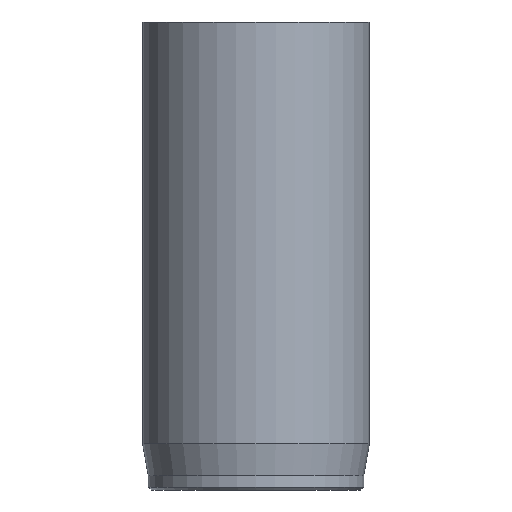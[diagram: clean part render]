
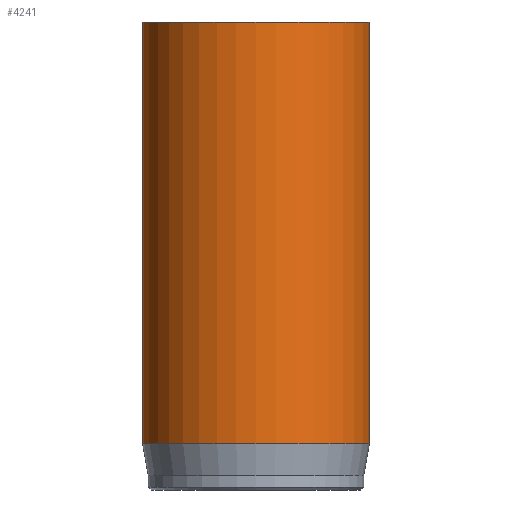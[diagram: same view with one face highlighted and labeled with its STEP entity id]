
A CAD part, front view. The second image highlights one B-rep face of the part: STEP entity #4241.
In plain terms, the highlighted cylindrical face has radius 8 mm (diameter 16 mm), a full revolution.
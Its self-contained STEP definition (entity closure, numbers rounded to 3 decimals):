
#32=CYLINDRICAL_SURFACE('',#4409,8.);
#47=CIRCLE('',#4376,8.);
#63=CIRCLE('',#4407,8.);
#64=CIRCLE('',#4408,8.);
#388=FACE_OUTER_BOUND('',#640,.T.);
#640=EDGE_LOOP('',(#3782,#3783,#3784,#3785,#3786));
#947=LINE('',#8078,#1260);
#1260=VECTOR('',#4918,8.);
#1943=VERTEX_POINT('',#8017);
#1959=VERTEX_POINT('',#8072);
#1960=VERTEX_POINT('',#8073);
#2548=EDGE_CURVE('',#1943,#1943,#47,.T.);
#2572=EDGE_CURVE('',#1959,#1960,#63,.T.);
#2573=EDGE_CURVE('',#1960,#1959,#64,.T.);
#2575=EDGE_CURVE('',#1943,#1959,#947,.T.);
#3782=ORIENTED_EDGE('',*,*,#2548,.T.);
#3783=ORIENTED_EDGE('',*,*,#2575,.T.);
#3784=ORIENTED_EDGE('',*,*,#2572,.T.);
#3785=ORIENTED_EDGE('',*,*,#2573,.T.);
#3786=ORIENTED_EDGE('',*,*,#2575,.F.);
#4241=ADVANCED_FACE('',(#388),#32,.T.);
#4376=AXIS2_PLACEMENT_3D('',#8018,#4841,#4842);
#4407=AXIS2_PLACEMENT_3D('',#8074,#4911,#4912);
#4408=AXIS2_PLACEMENT_3D('',#8075,#4913,#4914);
#4409=AXIS2_PLACEMENT_3D('',#8077,#4916,#4917);
#4841=DIRECTION('center_axis',(0.,0.,-1.));
#4842=DIRECTION('ref_axis',(-1.,0.,0.));
#4911=DIRECTION('center_axis',(0.,0.,1.));
#4912=DIRECTION('ref_axis',(-1.,0.,0.));
#4913=DIRECTION('center_axis',(0.,0.,1.));
#4914=DIRECTION('ref_axis',(-1.,0.,0.));
#4916=DIRECTION('center_axis',(0.,0.,1.));
#4917=DIRECTION('ref_axis',(-1.,0.,0.));
#4918=DIRECTION('',(0.,0.,-1.));
#8017=CARTESIAN_POINT('',(8.,0.,33.));
#8018=CARTESIAN_POINT('Origin',(0.,0.,33.));
#8072=CARTESIAN_POINT('',(8.,0.,3.269));
#8073=CARTESIAN_POINT('',(-8.,0.,3.269));
#8074=CARTESIAN_POINT('Origin',(0.,0.,3.269));
#8075=CARTESIAN_POINT('Origin',(0.,0.,3.269));
#8077=CARTESIAN_POINT('Origin',(0.,0.,0.));
#8078=CARTESIAN_POINT('',(8.,0.,0.));
